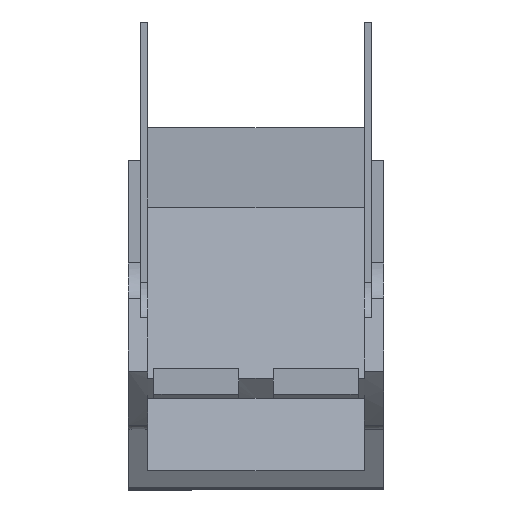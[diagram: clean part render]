
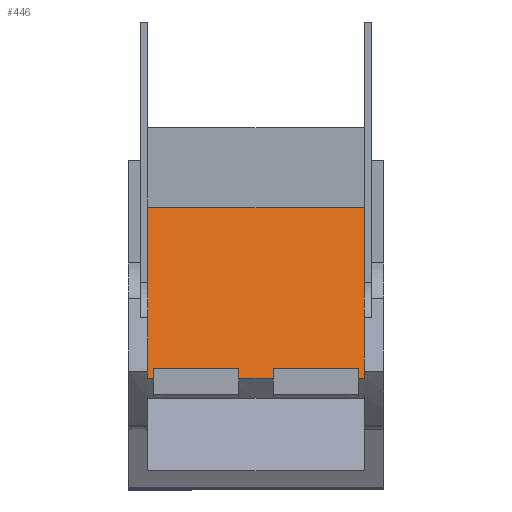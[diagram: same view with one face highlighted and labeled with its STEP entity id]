
A CAD part, top view. The second image highlights one B-rep face of the part: STEP entity #446.
In plain terms, the highlighted planar face has unit normal (0, 0.873, 0.489).
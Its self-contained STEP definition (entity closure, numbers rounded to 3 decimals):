
#297=AXIS2_PLACEMENT_3D('Plane Axis2P3D',#294,#295,#296) ;
#84=CARTESIAN_POINT('Vertex',(7.1,5.762,102.56)) ;
#88=CARTESIAN_POINT('Control Point',(7.1,5.289,103.404)) ;
#89=CARTESIAN_POINT('Control Point',(7.1,5.446,103.123)) ;
#90=CARTESIAN_POINT('Control Point',(7.1,5.604,102.841)) ;
#91=CARTESIAN_POINT('Control Point',(7.1,5.762,102.56)) ;
#92=CARTESIAN_POINT('Vertex',(7.1,5.289,103.404)) ;
#270=CARTESIAN_POINT('Vertex',(11.25,5.762,102.56)) ;
#273=CARTESIAN_POINT('Line Origine',(10.002,5.762,102.56)) ;
#277=CARTESIAN_POINT('Vertex',(8.753,5.762,102.56)) ;
#280=CARTESIAN_POINT('Line Origine',(7.927,5.762,102.56)) ;
#294=CARTESIAN_POINT('Axis2P3D Location',(14.817,9.434,96.003)) ;
#299=CARTESIAN_POINT('Line Origine',(11.25,5.529,102.975)) ;
#303=CARTESIAN_POINT('Vertex',(11.25,5.297,103.39)) ;
#306=CARTESIAN_POINT('Line Origine',(11.4,5.297,103.39)) ;
#310=CARTESIAN_POINT('Vertex',(11.55,5.297,103.39)) ;
#313=CARTESIAN_POINT('Line Origine',(11.55,5.354,103.288)) ;
#317=CARTESIAN_POINT('Vertex',(11.55,5.411,103.186)) ;
#320=CARTESIAN_POINT('Line Origine',(11.55,7.063,100.235)) ;
#324=CARTESIAN_POINT('Vertex',(11.55,8.716,97.285)) ;
#327=CARTESIAN_POINT('Line Origine',(11.55,10.045,94.912)) ;
#331=CARTESIAN_POINT('Vertex',(11.55,11.373,92.54)) ;
#334=CARTESIAN_POINT('Line Origine',(11.55,12.526,90.482)) ;
#338=CARTESIAN_POINT('Vertex',(11.55,13.678,88.424)) ;
#341=CARTESIAN_POINT('Line Origine',(6.25,13.678,88.424)) ;
#345=CARTESIAN_POINT('Vertex',(0.95,13.678,88.424)) ;
#348=CARTESIAN_POINT('Line Origine',(0.95,13.659,88.459)) ;
#352=CARTESIAN_POINT('Vertex',(0.95,13.639,88.494)) ;
#355=CARTESIAN_POINT('Line Origine',(0.95,12.506,90.517)) ;
#359=CARTESIAN_POINT('Vertex',(0.95,11.373,92.54)) ;
#362=CARTESIAN_POINT('Line Origine',(0.95,10.045,94.912)) ;
#366=CARTESIAN_POINT('Vertex',(0.95,8.716,97.285)) ;
#369=CARTESIAN_POINT('Line Origine',(0.95,7.063,100.235)) ;
#373=CARTESIAN_POINT('Vertex',(0.95,5.411,103.186)) ;
#376=CARTESIAN_POINT('Line Origine',(0.95,5.35,103.295)) ;
#380=CARTESIAN_POINT('Vertex',(0.95,5.289,103.404)) ;
#383=CARTESIAN_POINT('Line Origine',(1.1,5.289,103.404)) ;
#387=CARTESIAN_POINT('Vertex',(1.25,5.289,103.404)) ;
#390=CARTESIAN_POINT('Line Origine',(1.25,5.525,102.982)) ;
#394=CARTESIAN_POINT('Vertex',(1.25,5.762,102.56)) ;
#397=CARTESIAN_POINT('Line Origine',(2.502,5.762,102.56)) ;
#401=CARTESIAN_POINT('Vertex',(3.753,5.762,102.56)) ;
#404=CARTESIAN_POINT('Line Origine',(4.577,5.762,102.56)) ;
#408=CARTESIAN_POINT('Vertex',(5.4,5.762,102.56)) ;
#411=CARTESIAN_POINT('Line Origine',(5.4,5.525,102.982)) ;
#415=CARTESIAN_POINT('Vertex',(5.4,5.289,103.404)) ;
#418=CARTESIAN_POINT('Line Origine',(6.25,5.289,103.404)) ;
#274=DIRECTION('Vector Direction',(1.,0.,0.)) ;
#281=DIRECTION('Vector Direction',(1.,0.,0.)) ;
#295=DIRECTION('Axis2P3D Direction',(0.,-0.872,-0.489)) ;
#296=DIRECTION('Axis2P3D XDirection',(-1.,0.,0.)) ;
#300=DIRECTION('Vector Direction',(0.,0.489,-0.872)) ;
#307=DIRECTION('Vector Direction',(-1.,0.,0.)) ;
#314=DIRECTION('Vector Direction',(0.,0.489,-0.872)) ;
#321=DIRECTION('Vector Direction',(0.,-0.489,0.872)) ;
#328=DIRECTION('Vector Direction',(0.,-0.489,0.872)) ;
#335=DIRECTION('Vector Direction',(0.,-0.489,0.872)) ;
#342=DIRECTION('Vector Direction',(1.,0.,0.)) ;
#349=DIRECTION('Vector Direction',(0.,0.489,-0.872)) ;
#356=DIRECTION('Vector Direction',(0.,0.489,-0.872)) ;
#363=DIRECTION('Vector Direction',(0.,0.489,-0.872)) ;
#370=DIRECTION('Vector Direction',(0.,0.489,-0.872)) ;
#377=DIRECTION('Vector Direction',(0.,0.489,-0.872)) ;
#384=DIRECTION('Vector Direction',(-1.,0.,0.)) ;
#391=DIRECTION('Vector Direction',(0.,-0.489,0.872)) ;
#398=DIRECTION('Vector Direction',(-1.,0.,0.)) ;
#405=DIRECTION('Vector Direction',(-1.,0.,0.)) ;
#412=DIRECTION('Vector Direction',(0.,0.489,-0.872)) ;
#419=DIRECTION('Vector Direction',(1.,0.,0.)) ;
#275=VECTOR('Line Direction',#274,1.) ;
#282=VECTOR('Line Direction',#281,1.) ;
#301=VECTOR('Line Direction',#300,1.) ;
#308=VECTOR('Line Direction',#307,1.) ;
#315=VECTOR('Line Direction',#314,1.) ;
#322=VECTOR('Line Direction',#321,1.) ;
#329=VECTOR('Line Direction',#328,1.) ;
#336=VECTOR('Line Direction',#335,1.) ;
#343=VECTOR('Line Direction',#342,1.) ;
#350=VECTOR('Line Direction',#349,1.) ;
#357=VECTOR('Line Direction',#356,1.) ;
#364=VECTOR('Line Direction',#363,1.) ;
#371=VECTOR('Line Direction',#370,1.) ;
#378=VECTOR('Line Direction',#377,1.) ;
#385=VECTOR('Line Direction',#384,1.) ;
#392=VECTOR('Line Direction',#391,1.) ;
#399=VECTOR('Line Direction',#398,1.) ;
#406=VECTOR('Line Direction',#405,1.) ;
#413=VECTOR('Line Direction',#412,1.) ;
#420=VECTOR('Line Direction',#419,1.) ;
#424=ORIENTED_EDGE('',*,*,#279,.T.) ;
#425=ORIENTED_EDGE('',*,*,#305,.T.) ;
#426=ORIENTED_EDGE('',*,*,#312,.F.) ;
#427=ORIENTED_EDGE('',*,*,#319,.F.) ;
#428=ORIENTED_EDGE('',*,*,#326,.F.) ;
#429=ORIENTED_EDGE('',*,*,#333,.F.) ;
#430=ORIENTED_EDGE('',*,*,#340,.T.) ;
#431=ORIENTED_EDGE('',*,*,#347,.F.) ;
#432=ORIENTED_EDGE('',*,*,#354,.F.) ;
#433=ORIENTED_EDGE('',*,*,#361,.T.) ;
#434=ORIENTED_EDGE('',*,*,#368,.F.) ;
#435=ORIENTED_EDGE('',*,*,#375,.F.) ;
#436=ORIENTED_EDGE('',*,*,#382,.T.) ;
#437=ORIENTED_EDGE('',*,*,#389,.T.) ;
#438=ORIENTED_EDGE('',*,*,#396,.T.) ;
#439=ORIENTED_EDGE('',*,*,#403,.F.) ;
#440=ORIENTED_EDGE('',*,*,#410,.F.) ;
#441=ORIENTED_EDGE('',*,*,#417,.F.) ;
#442=ORIENTED_EDGE('',*,*,#422,.T.) ;
#443=ORIENTED_EDGE('',*,*,#94,.F.) ;
#444=ORIENTED_EDGE('',*,*,#284,.T.) ;
#446=ADVANCED_FACE('SIDE',(#445),#298,.F.) ;
#87=B_SPLINE_CURVE_WITH_KNOTS('',3,(#88,#89,#90,#91),.UNSPECIFIED.,.F.,.U.,(4,4),(0.,0.968),.UNSPECIFIED.) ;
#94=EDGE_CURVE('',#85,#93,#87,.F.) ;
#279=EDGE_CURVE('',#278,#271,#276,.T.) ;
#284=EDGE_CURVE('',#85,#278,#283,.T.) ;
#305=EDGE_CURVE('',#271,#304,#302,.F.) ;
#312=EDGE_CURVE('',#311,#304,#309,.T.) ;
#319=EDGE_CURVE('',#318,#311,#316,.F.) ;
#326=EDGE_CURVE('',#325,#318,#323,.T.) ;
#333=EDGE_CURVE('',#332,#325,#330,.T.) ;
#340=EDGE_CURVE('',#332,#339,#337,.F.) ;
#347=EDGE_CURVE('',#346,#339,#344,.T.) ;
#354=EDGE_CURVE('',#353,#346,#351,.T.) ;
#361=EDGE_CURVE('',#353,#360,#358,.F.) ;
#368=EDGE_CURVE('',#367,#360,#365,.T.) ;
#375=EDGE_CURVE('',#374,#367,#372,.T.) ;
#382=EDGE_CURVE('',#374,#381,#379,.F.) ;
#389=EDGE_CURVE('',#381,#388,#386,.F.) ;
#396=EDGE_CURVE('',#388,#395,#393,.F.) ;
#403=EDGE_CURVE('',#402,#395,#400,.T.) ;
#410=EDGE_CURVE('',#409,#402,#407,.T.) ;
#417=EDGE_CURVE('',#416,#409,#414,.T.) ;
#422=EDGE_CURVE('',#416,#93,#421,.T.) ;
#423=EDGE_LOOP('',(#424,#425,#426,#427,#428,#429,#430,#431,#432,#433,#434,#435,#436,#437,#438,#439,#440,#441,#442,#443,#444)) ;
#445=FACE_OUTER_BOUND('',#423,.T.) ;
#276=LINE('Line',#273,#275) ;
#283=LINE('Line',#280,#282) ;
#302=LINE('Line',#299,#301) ;
#309=LINE('Line',#306,#308) ;
#316=LINE('Line',#313,#315) ;
#323=LINE('Line',#320,#322) ;
#330=LINE('Line',#327,#329) ;
#337=LINE('Line',#334,#336) ;
#344=LINE('Line',#341,#343) ;
#351=LINE('Line',#348,#350) ;
#358=LINE('Line',#355,#357) ;
#365=LINE('Line',#362,#364) ;
#372=LINE('Line',#369,#371) ;
#379=LINE('Line',#376,#378) ;
#386=LINE('Line',#383,#385) ;
#393=LINE('Line',#390,#392) ;
#400=LINE('Line',#397,#399) ;
#407=LINE('Line',#404,#406) ;
#414=LINE('Line',#411,#413) ;
#421=LINE('Line',#418,#420) ;
#298=PLANE('',#297) ;
#85=VERTEX_POINT('',#84) ;
#93=VERTEX_POINT('',#92) ;
#271=VERTEX_POINT('',#270) ;
#278=VERTEX_POINT('',#277) ;
#304=VERTEX_POINT('',#303) ;
#311=VERTEX_POINT('',#310) ;
#318=VERTEX_POINT('',#317) ;
#325=VERTEX_POINT('',#324) ;
#332=VERTEX_POINT('',#331) ;
#339=VERTEX_POINT('',#338) ;
#346=VERTEX_POINT('',#345) ;
#353=VERTEX_POINT('',#352) ;
#360=VERTEX_POINT('',#359) ;
#367=VERTEX_POINT('',#366) ;
#374=VERTEX_POINT('',#373) ;
#381=VERTEX_POINT('',#380) ;
#388=VERTEX_POINT('',#387) ;
#395=VERTEX_POINT('',#394) ;
#402=VERTEX_POINT('',#401) ;
#409=VERTEX_POINT('',#408) ;
#416=VERTEX_POINT('',#415) ;
